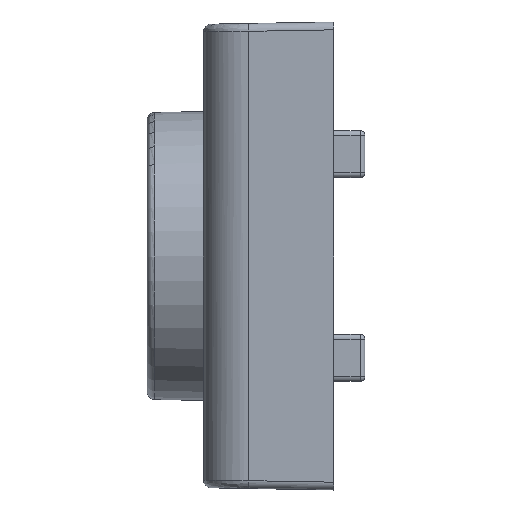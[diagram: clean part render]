
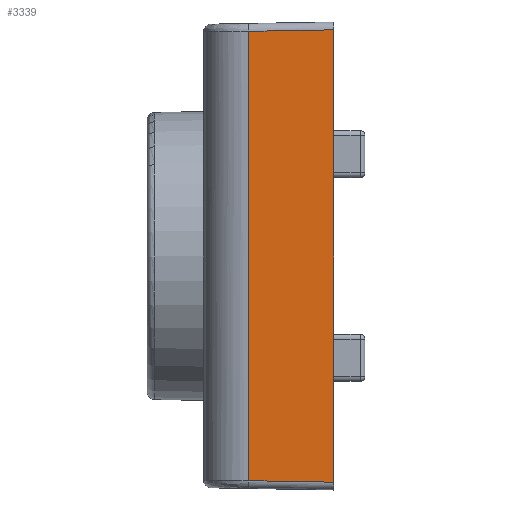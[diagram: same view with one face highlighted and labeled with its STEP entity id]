
A CAD part, left-side view. The second image highlights one B-rep face of the part: STEP entity #3339.
In plain terms, the highlighted planar face has unit normal (-0.999, 0.035, 0).
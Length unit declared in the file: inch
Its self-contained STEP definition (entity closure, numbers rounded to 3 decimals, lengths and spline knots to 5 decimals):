
#402=FACE_OUTER_BOUND('',#597,.T.);
#597=EDGE_LOOP('',(#2379,#2380,#2381,#2382));
#785=LINE('',#5050,#1068);
#864=LINE('',#5303,#1147);
#865=LINE('',#5305,#1148);
#866=LINE('',#5306,#1149);
#1068=VECTOR('',#3965,1.13625);
#1147=VECTOR('',#4164,0.21295);
#1148=VECTOR('',#4165,1.12882);
#1149=VECTOR('',#4166,0.21295);
#1357=VERTEX_POINT('',#5047);
#1358=VERTEX_POINT('',#5049);
#1462=VERTEX_POINT('',#5302);
#1463=VERTEX_POINT('',#5304);
#1694=EDGE_CURVE('',#1358,#1357,#785,.T.);
#1817=EDGE_CURVE('',#1357,#1462,#864,.T.);
#1818=EDGE_CURVE('',#1463,#1462,#865,.T.);
#1819=EDGE_CURVE('',#1463,#1358,#866,.T.);
#2379=ORIENTED_EDGE('',*,*,#1694,.T.);
#2380=ORIENTED_EDGE('',*,*,#1817,.T.);
#2381=ORIENTED_EDGE('',*,*,#1818,.F.);
#2382=ORIENTED_EDGE('',*,*,#1819,.T.);
#3250=PLANE('',#3605);
#3339=ADVANCED_FACE('',(#402),#3250,.T.);
#3605=AXIS2_PLACEMENT_3D('',#5301,#4162,#4163);
#3965=DIRECTION('',(0.,0.,1.));
#4162=DIRECTION('center_axis',(-0.999,0.035,0.));
#4163=DIRECTION('ref_axis',(0.,0.,1.));
#4164=DIRECTION('',(0.035,0.999,-0.017));
#4165=DIRECTION('',(0.,0.,1.));
#4166=DIRECTION('',(-0.035,-0.999,-0.017));
#5047=CARTESIAN_POINT('',(-0.51181,0.,0.56813));
#5049=CARTESIAN_POINT('',(-0.51181,0.,-0.56813));
#5050=CARTESIAN_POINT('',(-0.51181,0.,-0.56813));
#5301=CARTESIAN_POINT('Origin',(-0.50438,0.21278,-0.59055));
#5302=CARTESIAN_POINT('',(-0.50438,0.21278,0.56441));
#5303=CARTESIAN_POINT('',(-0.51181,0.,0.56813));
#5304=CARTESIAN_POINT('',(-0.50438,0.21278,-0.56441));
#5305=CARTESIAN_POINT('',(-0.50438,0.21278,-0.56441));
#5306=CARTESIAN_POINT('',(-0.50438,0.21278,-0.56441));
